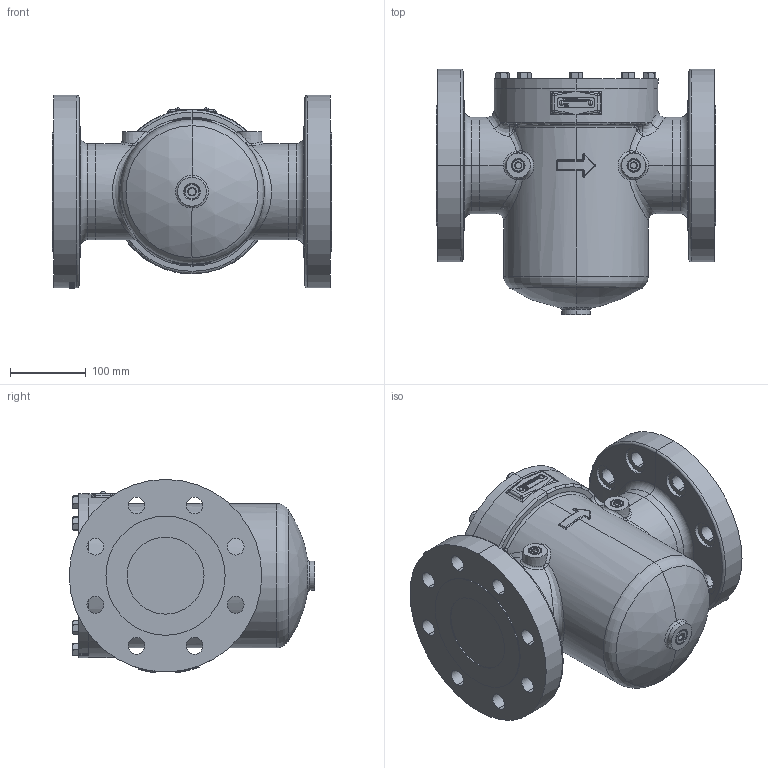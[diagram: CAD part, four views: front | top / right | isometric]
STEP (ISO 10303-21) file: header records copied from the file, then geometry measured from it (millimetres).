
FILE_DESCRIPTION (( 'STEP AP214' ), '1' );
FILE_NAME ('F-1040-HDUC-020.STEP', '2016-01-25T17:22:01', ( '' ), ( '' ), 'SwSTEP 2.0', 'SolidWorks 2015', '' );
FILE_SCHEMA (( 'AUTOMOTIVE_DESIGN' ));
Length unit declared in the file: inch
Products named in the file (1): F-1040-HDUC-020
Bounding box: 368.3 x 323.85 x 254.86 mm (x, y, z)
Volume: 13496862.7 mm3; surface area: 524131.6 mm2
Topology: 1 solids, 1 shells, 715 faces, 1961 edges, 1370 vertices
Faces by surface type: plane 268, bspline 148, cylinder 137, cone 106, torus 30, sphere 26
Entity records: 53314 total; most frequent: CARTESIAN_POINT 32420, ORIENTED_EDGE 3858, DIRECTION 3053, EDGE_CURVE 1929, VERTEX_POINT 1362, AXIS2_PLACEMENT_3D 1086, EDGE_LOOP 893, LINE 881
